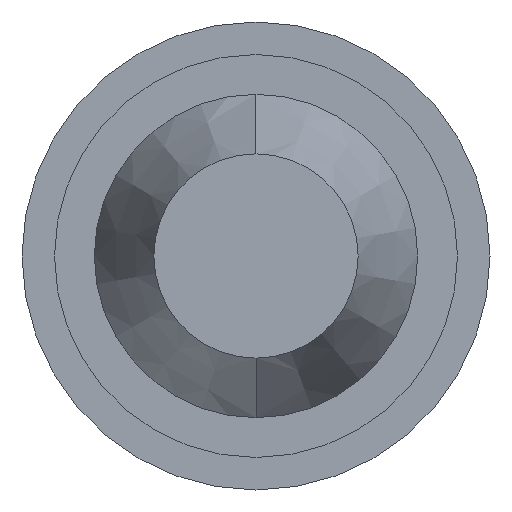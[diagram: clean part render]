
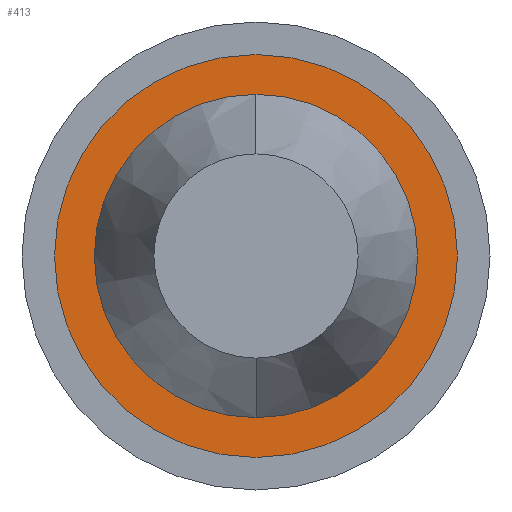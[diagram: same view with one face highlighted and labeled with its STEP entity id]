
A CAD part, left-side view. The second image highlights one B-rep face of the part: STEP entity #413.
In plain terms, the highlighted planar face has unit normal (-1, 0, 0).
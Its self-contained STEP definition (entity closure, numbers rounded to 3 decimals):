
#8 = EDGE_LOOP ( 'NONE', ( #394, #89 ) ) ;
#12 = CARTESIAN_POINT ( 'NONE',  ( 20., 0., -19. ) ) ;
#25 = CARTESIAN_POINT ( 'NONE',  ( 20., 0., 0. ) ) ;
#28 = CIRCLE ( 'NONE', #246, 23.678 ) ;
#29 = DIRECTION ( 'NONE',  ( 0., 0., 1. ) ) ;
#34 = VERTEX_POINT ( 'NONE', #12 ) ;
#35 = DIRECTION ( 'NONE',  ( -1., 0., 0. ) ) ;
#42 = EDGE_CURVE ( 'NONE', #440, #34, #149, .T. ) ;
#63 = DIRECTION ( 'NONE',  ( 0., 0., 1. ) ) ;
#68 = DIRECTION ( 'NONE',  ( -1., 0., 0. ) ) ;
#71 = DIRECTION ( 'NONE',  ( 0., 0., 1. ) ) ;
#76 = VERTEX_POINT ( 'NONE', #241 ) ;
#89 = ORIENTED_EDGE ( 'NONE', *, *, #42, .F. ) ;
#111 = DIRECTION ( 'NONE',  ( -1., 0., 0. ) ) ;
#114 = ORIENTED_EDGE ( 'NONE', *, *, #205, .T. ) ;
#146 = AXIS2_PLACEMENT_3D ( 'NONE', #328, #371, #153 ) ;
#149 = CIRCLE ( 'NONE', #380, 19. ) ;
#153 = DIRECTION ( 'NONE',  ( 0., 0., 1. ) ) ;
#201 = CIRCLE ( 'NONE', #436, 23.678 ) ;
#203 = EDGE_LOOP ( 'NONE', ( #114, #250 ) ) ;
#205 = EDGE_CURVE ( 'NONE', #409, #76, #201, .T. ) ;
#212 = EDGE_CURVE ( 'NONE', #76, #409, #28, .T. ) ;
#226 = EDGE_CURVE ( 'NONE', #34, #440, #295, .T. ) ;
#241 = CARTESIAN_POINT ( 'NONE',  ( 20., 0., -23.678 ) ) ;
#246 = AXIS2_PLACEMENT_3D ( 'NONE', #395, #111, #63 ) ;
#247 = DIRECTION ( 'NONE',  ( 0., 0., 1. ) ) ;
#248 = CARTESIAN_POINT ( 'NONE',  ( 20., 0., 0. ) ) ;
#250 = ORIENTED_EDGE ( 'NONE', *, *, #212, .T. ) ;
#252 = AXIS2_PLACEMENT_3D ( 'NONE', #283, #68, #29 ) ;
#283 = CARTESIAN_POINT ( 'NONE',  ( 20., 0., 0. ) ) ;
#293 = PLANE ( 'NONE',  #146 ) ;
#295 = CIRCLE ( 'NONE', #252, 19. ) ;
#327 = CARTESIAN_POINT ( 'NONE',  ( 20., 0., 23.678 ) ) ;
#328 = CARTESIAN_POINT ( 'NONE',  ( 20., 0., 0. ) ) ;
#336 = FACE_BOUND ( 'NONE', #8, .T. ) ;
#364 = FACE_OUTER_BOUND ( 'NONE', #203, .T. ) ;
#371 = DIRECTION ( 'NONE',  ( -1., 0., 0. ) ) ;
#380 = AXIS2_PLACEMENT_3D ( 'NONE', #25, #460, #247 ) ;
#383 = CARTESIAN_POINT ( 'NONE',  ( 20., 0., 19. ) ) ;
#394 = ORIENTED_EDGE ( 'NONE', *, *, #226, .F. ) ;
#395 = CARTESIAN_POINT ( 'NONE',  ( 20., 0., 0. ) ) ;
#409 = VERTEX_POINT ( 'NONE', #327 ) ;
#413 = ADVANCED_FACE ( 'NONE', ( #364, #336 ), #293, .T. ) ;
#436 = AXIS2_PLACEMENT_3D ( 'NONE', #248, #35, #71 ) ;
#440 = VERTEX_POINT ( 'NONE', #383 ) ;
#460 = DIRECTION ( 'NONE',  ( -1., 0., 0. ) ) ;
